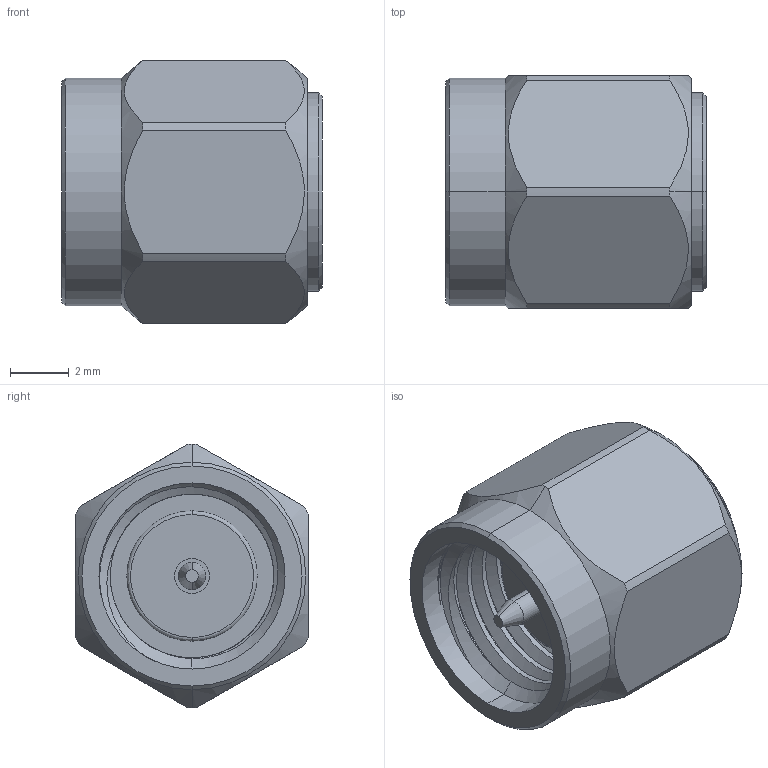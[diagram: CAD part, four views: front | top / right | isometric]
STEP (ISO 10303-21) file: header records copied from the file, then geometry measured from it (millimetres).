
FILE_DESCRIPTION (( 'STEP AP203' ), '1' );
FILE_NAME ('PE6002.step', '2019-04-29T22:24:16', ( '' ), ( '' ), 'SwSTEP 2.0', 'SolidWorks 2018', '' );
FILE_SCHEMA (( 'CONFIG_CONTROL_DESIGN' ));
Length unit declared in the file: inch
Products named in the file (1): PE6002
Bounding box: 8.89 x 7.94 x 8.99 mm (x, y, z)
Volume: 349.2 mm3; surface area: 507.5 mm2
Topology: 1 solids, 1 shells, 62 faces, 151 edges, 96 vertices
Faces by surface type: cylinder 31, cone 13, plane 13, bspline 5
Entity records: 3905 total; most frequent: CARTESIAN_POINT 2459, ORIENTED_EDGE 302, DIRECTION 269, EDGE_CURVE 151, AXIS2_PLACEMENT_3D 110, VERTEX_POINT 96, EDGE_LOOP 67, ADVANCED_FACE 62
